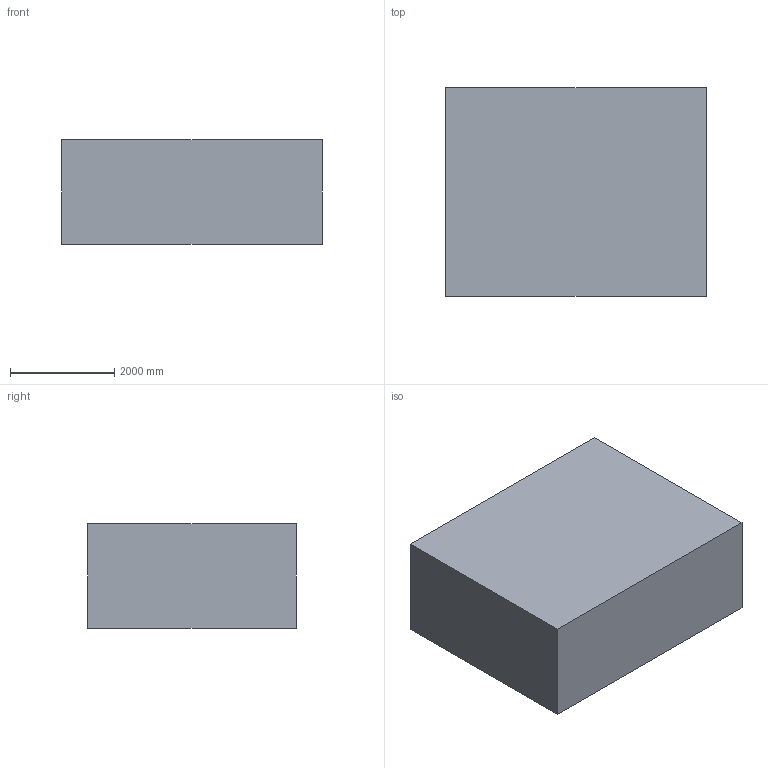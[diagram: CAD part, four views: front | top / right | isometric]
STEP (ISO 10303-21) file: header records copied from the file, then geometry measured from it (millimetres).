
FILE_DESCRIPTION(('CATIA V5 STEP Exchange'),'2;1');
FILE_NAME('Rear Wing.stp','2019-11-12T03:13:53+00:00',('none'),('none'),'CATIA Version 5 Release 17 (IN-10)','CATIA V5 STEP AP203','none');
FILE_SCHEMA(('CONFIG_CONTROL_DESIGN'));
Length unit declared in the file: millimetre
Products named in the file (1): Rear Wing
Assembly tree (7 placements, depth 2):
  Rear Wing
    #56
    #297
    #2460
    #2701
    #4864
    #5039
    #7072
Bounding box: 5000 x 4000 x 2000 mm (x, y, z)
Volume: 40007285609.7 mm3; surface area: 77449482.1 mm2
Topology: 7 solids, 7 shells, 50 faces, 100 edges, 64 vertices
Faces by surface type: plane 34, bspline 8, cylinder 8
Entity records: 9082 total; most frequent: CARTESIAN_POINT 7940, ORIENTED_EDGE 200, DIRECTION 176, EDGE_CURVE 100, AXIS2_PLACEMENT_3D 68, VERTEX_POINT 64, EDGE_LOOP 58, VECTOR 56
